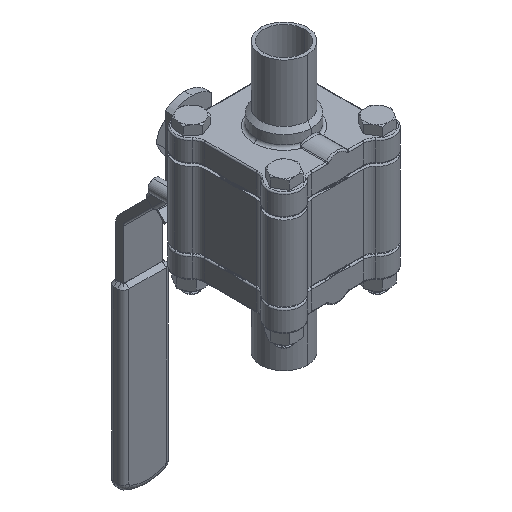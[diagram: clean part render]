
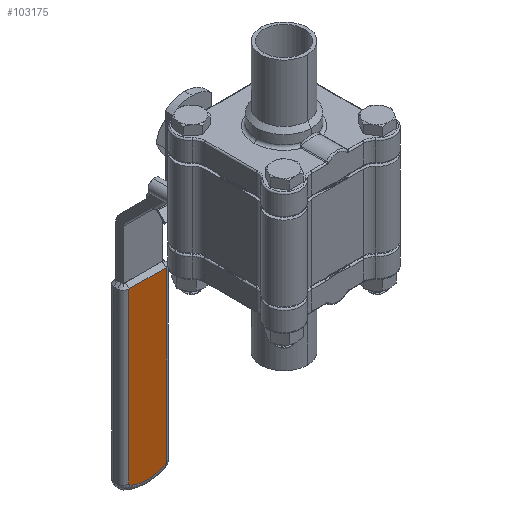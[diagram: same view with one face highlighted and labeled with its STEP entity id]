
A CAD part, isometric view. The second image highlights one B-rep face of the part: STEP entity #103175.
In plain terms, the highlighted planar face has unit normal (0, -1, 0).
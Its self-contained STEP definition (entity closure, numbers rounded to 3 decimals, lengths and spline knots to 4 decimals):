
#4109 = VERTEX_POINT ( 'NONE', #73764 ) ;
#6288 = DIRECTION ( 'NONE',  ( 0., -1., 0. ) ) ;
#6539 = ORIENTED_EDGE ( 'NONE', *, *, #79015, .T. ) ;
#12768 = CIRCLE ( 'NONE', #26382, 0.0398 ) ;
#13169 = EDGE_CURVE ( 'NONE', #97370, #111794, #47804, .T. ) ;
#18192 = PLANE ( 'NONE',  #96290 ) ;
#18719 = ORIENTED_EDGE ( 'NONE', *, *, #63520, .T. ) ;
#20055 = DIRECTION ( 'NONE',  ( 0., -1., 0. ) ) ;
#22500 = CARTESIAN_POINT ( 'NONE',  ( 0.4185, 2.9429, -6.6144 ) ) ;
#24224 = EDGE_CURVE ( 'NONE', #38263, #87321, #85520, .T. ) ;
#26382 = AXIS2_PLACEMENT_3D ( 'NONE', #28260, #95730, #38002 ) ;
#26570 = CARTESIAN_POINT ( 'NONE',  ( -0.3783, 2.9429, -3.0004 ) ) ;
#27882 = DIRECTION ( 'NONE',  ( 0., 1., 0. ) ) ;
#28260 = CARTESIAN_POINT ( 'NONE',  ( -0.3386, 2.9429, -6.6144 ) ) ;
#30527 = AXIS2_PLACEMENT_3D ( 'NONE', #77769, #20055, #87538 ) ;
#31878 = VECTOR ( 'NONE', #44087, 39.3701 ) ;
#38002 = DIRECTION ( 'NONE',  ( 1., 0., 0. ) ) ;
#38263 = VERTEX_POINT ( 'NONE', #26570 ) ;
#42064 = DIRECTION ( 'NONE',  ( -1., 0., 0. ) ) ;
#43029 = ORIENTED_EDGE ( 'NONE', *, *, #44769, .T. ) ;
#43823 = CARTESIAN_POINT ( 'NONE',  ( 0.3962, 2.9429, -6.6501 ) ) ;
#44087 = DIRECTION ( 'NONE',  ( 0., 0., 1. ) ) ;
#44769 = EDGE_CURVE ( 'NONE', #87321, #4109, #12768, .T. ) ;
#47804 = CIRCLE ( 'NONE', #50956, 0.0398 ) ;
#50956 = AXIS2_PLACEMENT_3D ( 'NONE', #64099, #6288, #73782 ) ;
#55741 = DIRECTION ( 'NONE',  ( 0., 0., -1. ) ) ;
#56569 = CARTESIAN_POINT ( 'NONE',  ( 0.5382, 2.9429, -2.9217 ) ) ;
#62492 = CIRCLE ( 'NONE', #30527, 0.8562 ) ;
#62910 = VECTOR ( 'NONE', #55741, 39.3701 ) ;
#63520 = EDGE_CURVE ( 'NONE', #121697, #38263, #69040, .T. ) ;
#64099 = CARTESIAN_POINT ( 'NONE',  ( 0.3787, 2.9429, -6.6144 ) ) ;
#69040 = LINE ( 'NONE', #108702, #91686 ) ;
#71380 = CARTESIAN_POINT ( 'NONE',  ( -0.3783, 2.9429, -6.6144 ) ) ;
#71917 = EDGE_CURVE ( 'NONE', #4109, #97370, #62492, .T. ) ;
#73764 = CARTESIAN_POINT ( 'NONE',  ( -0.3561, 2.9429, -6.6501 ) ) ;
#73782 = DIRECTION ( 'NONE',  ( 1., 0., 0. ) ) ;
#74507 = EDGE_LOOP ( 'NONE', ( #6539, #18719, #110885, #43029, #80690, #115443 ) ) ;
#75121 = CARTESIAN_POINT ( 'NONE',  ( 0.4185, 2.9429, -3.0004 ) ) ;
#77769 = CARTESIAN_POINT ( 'NONE',  ( 0.0201, 2.9429, -5.8809 ) ) ;
#79015 = EDGE_CURVE ( 'NONE', #111794, #121697, #86124, .T. ) ;
#80690 = ORIENTED_EDGE ( 'NONE', *, *, #71917, .T. ) ;
#85520 = LINE ( 'NONE', #113545, #62910 ) ;
#86124 = LINE ( 'NONE', #111564, #31878 ) ;
#87321 = VERTEX_POINT ( 'NONE', #71380 ) ;
#87538 = DIRECTION ( 'NONE',  ( 1., 0., 0. ) ) ;
#91686 = VECTOR ( 'NONE', #42064, 39.3701 ) ;
#95369 = DIRECTION ( 'NONE',  ( 1., 0., 0. ) ) ;
#95730 = DIRECTION ( 'NONE',  ( 0., -1., 0. ) ) ;
#96290 = AXIS2_PLACEMENT_3D ( 'NONE', #56569, #27882, #95369 ) ;
#97370 = VERTEX_POINT ( 'NONE', #43823 ) ;
#103175 = ADVANCED_FACE ( 'NONE', ( #119350 ), #18192, .F. ) ;
#108702 = CARTESIAN_POINT ( 'NONE',  ( 0.5382, 2.9429, -3.0004 ) ) ;
#110885 = ORIENTED_EDGE ( 'NONE', *, *, #24224, .T. ) ;
#111564 = CARTESIAN_POINT ( 'NONE',  ( 0.4185, 2.9429, -2.9217 ) ) ;
#111794 = VERTEX_POINT ( 'NONE', #22500 ) ;
#113545 = CARTESIAN_POINT ( 'NONE',  ( -0.3783, 2.9429, -2.9217 ) ) ;
#115443 = ORIENTED_EDGE ( 'NONE', *, *, #13169, .T. ) ;
#119350 = FACE_OUTER_BOUND ( 'NONE', #74507, .T. ) ;
#121697 = VERTEX_POINT ( 'NONE', #75121 ) ;
